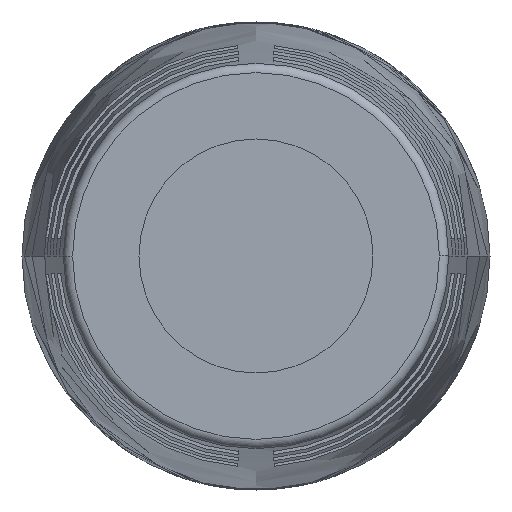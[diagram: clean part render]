
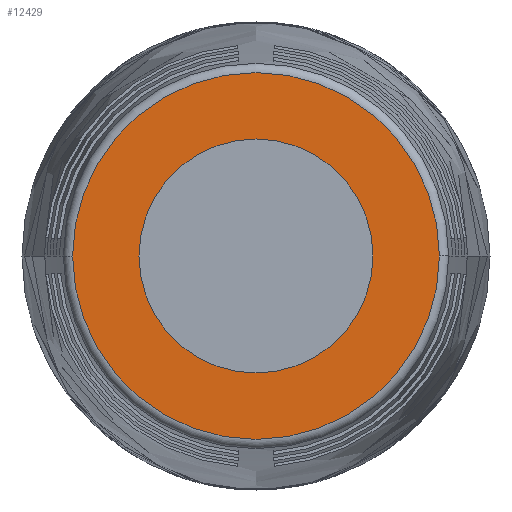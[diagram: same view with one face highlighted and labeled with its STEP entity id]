
A CAD part, front view. The second image highlights one B-rep face of the part: STEP entity #12429.
In plain terms, the highlighted planar face has unit normal (0, -1, 0).
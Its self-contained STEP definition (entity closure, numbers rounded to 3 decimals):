
#4352=CARTESIAN_POINT('',(0.,-18.4,0.));
#4353=DIRECTION('',(0.,1.,0.));
#4354=DIRECTION('',(-1.,0.,0.));
#4355=AXIS2_PLACEMENT_3D('',#4352,#4353,#4354);
#4357=CARTESIAN_POINT('',(0.,-18.4,0.));
#4358=DIRECTION('',(0.,1.,0.));
#4359=DIRECTION('',(1.,0.,0.));
#4360=AXIS2_PLACEMENT_3D('',#4357,#4358,#4359);
#4362=CARTESIAN_POINT('',(0.,-18.4,0.));
#4363=DIRECTION('',(0.,1.,0.));
#4364=DIRECTION('',(-1.,0.,0.));
#4365=AXIS2_PLACEMENT_3D('',#4362,#4363,#4364);
#4367=CARTESIAN_POINT('',(0.,-18.4,0.));
#4368=DIRECTION('',(0.,1.,0.));
#4369=DIRECTION('',(1.,0.,0.));
#4370=AXIS2_PLACEMENT_3D('',#4367,#4368,#4369);
#7560=CARTESIAN_POINT('',(-3.918,-18.4,0.));
#7561=CARTESIAN_POINT('',(3.918,-18.4,0.));
#7562=VERTEX_POINT('',#7560);
#7563=VERTEX_POINT('',#7561);
#7592=CARTESIAN_POINT('',(-2.5,-18.4,0.));
#7593=CARTESIAN_POINT('',(2.5,-18.4,0.));
#7594=VERTEX_POINT('',#7592);
#7595=VERTEX_POINT('',#7593);
#12414=CARTESIAN_POINT('',(0.,-18.4,0.));
#12415=DIRECTION('',(0.,1.,0.));
#12416=DIRECTION('',(1.,0.,0.));
#12417=AXIS2_PLACEMENT_3D('',#12414,#12415,#12416);
#12418=PLANE('',#12417);
#12419=ORIENTED_EDGE('',*,*,#12408,.T.);
#12420=ORIENTED_EDGE('',*,*,#12394,.T.);
#12421=EDGE_LOOP('',(#12419,#12420));
#12422=FACE_OUTER_BOUND('',#12421,.F.);
#12424=ORIENTED_EDGE('',*,*,#12423,.F.);
#12426=ORIENTED_EDGE('',*,*,#12425,.F.);
#12427=EDGE_LOOP('',(#12424,#12426));
#12428=FACE_BOUND('',#12427,.F.);
#4356=CIRCLE('',#4355,3.918);
#4361=CIRCLE('',#4360,3.918);
#4366=CIRCLE('',#4365,2.5);
#4371=CIRCLE('',#4370,2.5);
#12394=EDGE_CURVE('',#7563,#7562,#4361,.T.);
#12408=EDGE_CURVE('',#7562,#7563,#4356,.T.);
#12423=EDGE_CURVE('',#7594,#7595,#4366,.T.);
#12425=EDGE_CURVE('',#7595,#7594,#4371,.T.);
#12429=ADVANCED_FACE('',(#12422,#12428),#12418,.F.);
